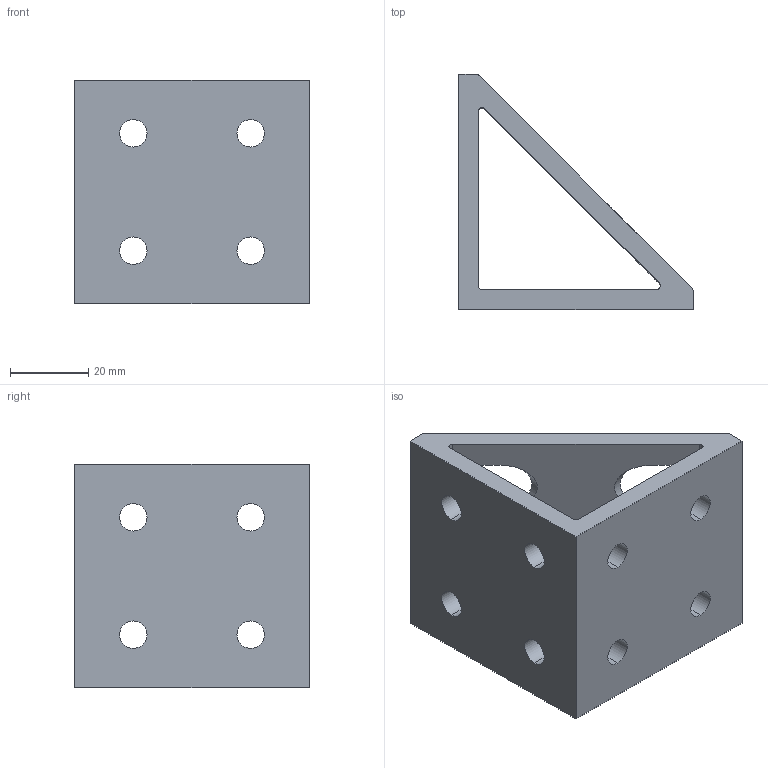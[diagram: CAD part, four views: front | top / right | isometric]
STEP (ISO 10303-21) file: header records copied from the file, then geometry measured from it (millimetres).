
FILE_DESCRIPTION (( 'STEP AP203' ), '1' );
FILE_NAME ('162992.step', '2023-01-11T15:40:20', ( '' ), ( '' ), 'SwSTEP 2.0', 'SolidWorks 2021', '' );
FILE_SCHEMA (( 'CONFIG_CONTROL_DESIGN' ));
Length unit declared in the file: inch
Products named in the file (1): 162992
Bounding box: 60 x 60 x 57 mm (x, y, z)
Volume: 46949.4 mm3; surface area: 22099.5 mm2
Topology: 1 solids, 1 shells, 83 faces, 215 edges, 130 vertices
Faces by surface type: cylinder 73, plane 10
Entity records: 2758 total; most frequent: CARTESIAN_POINT 825, ORIENTED_EDGE 430, DIRECTION 345, EDGE_CURVE 215, AXIS2_PLACEMENT_3D 130, VERTEX_POINT 130, EDGE_LOOP 105, LINE 85
